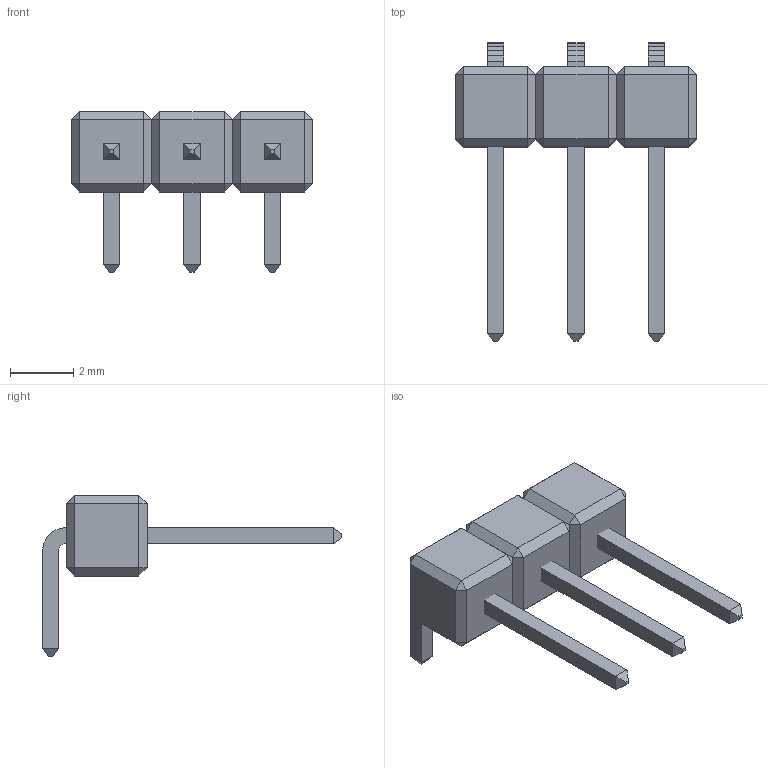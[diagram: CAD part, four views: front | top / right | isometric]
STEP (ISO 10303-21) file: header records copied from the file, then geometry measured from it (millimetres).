
FILE_DESCRIPTION(('STEP AP203'), '1');
FILE_NAME('User Library-PLS-3R', '2023-02-21T06:10:30', (''), (''), 'ASCON STEP Converter 1.3', 'ASCON Math Kernel', '');
FILE_SCHEMA(('CONFIG_CONTROL_DESIGN'));
Length unit declared in the file: millimetre
Products named in the file (1): 18
Bounding box: 7.62 x 9.45 x 5.08 mm (x, y, z)
Volume: 9.7 mm3; surface area: 171.1 mm2
Topology: 3 solids, 9 shells, 160 faces, 366 edges, 216 vertices
Faces by surface type: plane 160
Entity records: 5004 total; most frequent: CARTESIAN_POINT 743, ORIENTED_EDGE 700, DIRECTION 688, EDGE_CURVE 366, LINE 366, VECTOR 366, VERTEX_POINT 216, AXIS2_PLACEMENT_3D 161
